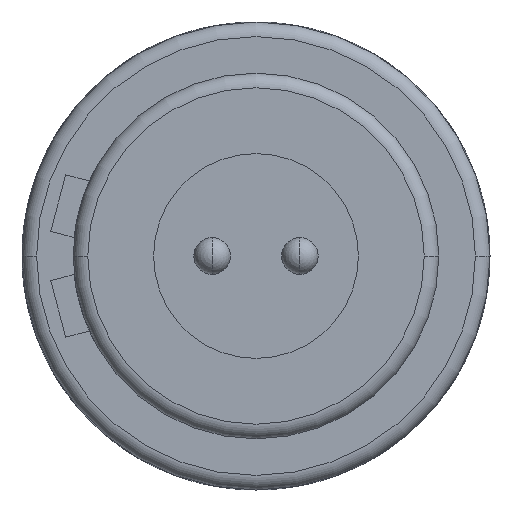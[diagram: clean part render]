
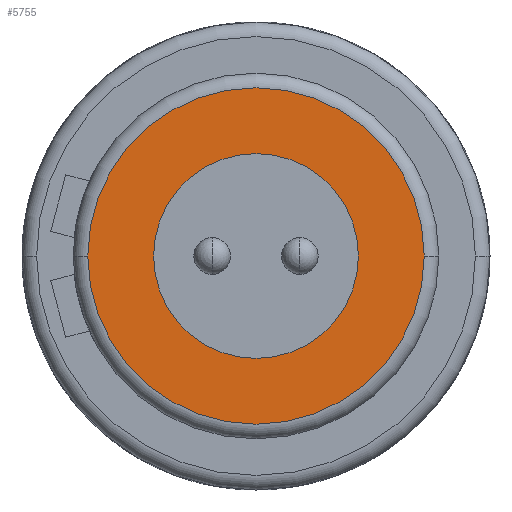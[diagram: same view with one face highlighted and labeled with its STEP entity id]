
A CAD part, left-side view. The second image highlights one B-rep face of the part: STEP entity #5755.
In plain terms, the highlighted planar face has unit normal (-1, 0, 0).
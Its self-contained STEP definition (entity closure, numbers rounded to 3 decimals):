
#2406=CARTESIAN_POINT('',(-9.8,0.,0.));
#2407=DIRECTION('',(-1.,0.,0.));
#2408=DIRECTION('',(0.,1.,0.));
#2409=AXIS2_PLACEMENT_3D('',#2406,#2407,#2408);
#2420=CARTESIAN_POINT('',(-9.8,0.,0.));
#2421=DIRECTION('',(1.,0.,0.));
#2422=DIRECTION('',(0.,1.,0.));
#2423=AXIS2_PLACEMENT_3D('',#2420,#2421,#2422);
#2958=CARTESIAN_POINT('',(-9.8,0.,0.));
#2959=DIRECTION('',(-1.,0.,0.));
#2960=DIRECTION('',(0.,-1.,0.));
#2961=AXIS2_PLACEMENT_3D('',#2958,#2959,#2960);
#2963=CARTESIAN_POINT('',(-9.8,0.,0.));
#2964=DIRECTION('',(-1.,0.,0.));
#2965=DIRECTION('',(0.,1.,0.));
#2966=AXIS2_PLACEMENT_3D('',#2963,#2964,#2965);
#3298=CARTESIAN_POINT('',(-9.8,1.4,0.));
#3299=CARTESIAN_POINT('',(-9.8,-1.4,0.));
#3300=VERTEX_POINT('',#3298);
#3301=VERTEX_POINT('',#3299);
#3326=CARTESIAN_POINT('',(-9.8,-2.3,0.));
#3327=CARTESIAN_POINT('',(-9.8,2.3,0.));
#3328=VERTEX_POINT('',#3326);
#3329=VERTEX_POINT('',#3327);
#5740=CARTESIAN_POINT('',(-9.8,0.,0.));
#5741=DIRECTION('',(1.,0.,0.));
#5742=DIRECTION('',(0.,-1.,0.));
#5743=AXIS2_PLACEMENT_3D('',#5740,#5741,#5742);
#5744=PLANE('',#5743);
#5746=ORIENTED_EDGE('',*,*,#5745,.F.);
#5748=ORIENTED_EDGE('',*,*,#5747,.F.);
#5749=EDGE_LOOP('',(#5746,#5748));
#5750=FACE_OUTER_BOUND('',#5749,.F.);
#5751=ORIENTED_EDGE('',*,*,#5024,.F.);
#5752=ORIENTED_EDGE('',*,*,#4996,.T.);
#5753=EDGE_LOOP('',(#5751,#5752));
#5754=FACE_BOUND('',#5753,.F.);
#5755=ADVANCED_FACE('',(#5750,#5754),#5744,.F.);
#2410=CIRCLE('',#2409,1.4);
#2424=CIRCLE('',#2423,1.4);
#2962=CIRCLE('',#2961,2.3);
#2967=CIRCLE('',#2966,2.3);
#4996=EDGE_CURVE('',#3300,#3301,#2410,.T.);
#5024=EDGE_CURVE('',#3300,#3301,#2424,.T.);
#5745=EDGE_CURVE('',#3328,#3329,#2962,.T.);
#5747=EDGE_CURVE('',#3329,#3328,#2967,.T.);
